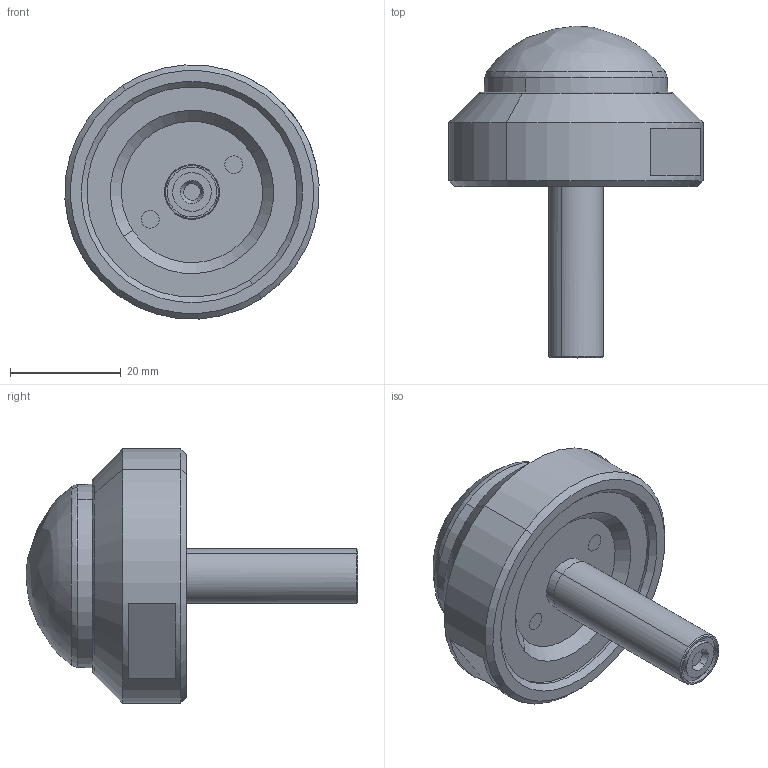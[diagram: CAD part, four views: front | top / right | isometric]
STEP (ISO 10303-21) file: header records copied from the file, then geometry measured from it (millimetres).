
FILE_DESCRIPTION (( 'STEP AP203' ), '1' );
FILE_NAME ('R20_S12.STEP', '2024-04-15T10:38:34', ( '' ), ( '' ), 'SwSTEP 2.0', 'SolidWorks 2023', '' );
FILE_SCHEMA (( 'CONFIG_CONTROL_DESIGN' ));
Length unit declared in the file: millimetre
Products named in the file (1): R20_S12
Bounding box: 45.93 x 60 x 45.93 mm (x, y, z)
Volume: 32453.2 mm3; surface area: 7115.2 mm2
Topology: 1 solids, 1 shells, 49 faces, 102 edges, 68 vertices
Faces by surface type: plane 18, cone 14, cylinder 12, bspline 5
Entity records: 1502 total; most frequent: CARTESIAN_POINT 335, DIRECTION 252, ORIENTED_EDGE 204, AXIS2_PLACEMENT_3D 109, EDGE_CURVE 102, VERTEX_POINT 68, CIRCLE 64, EDGE_LOOP 62
